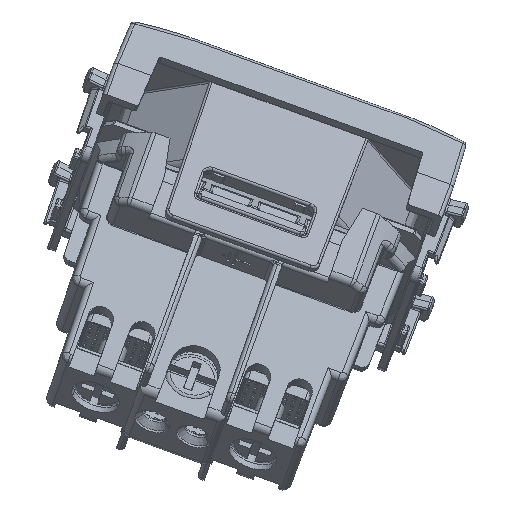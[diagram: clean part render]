
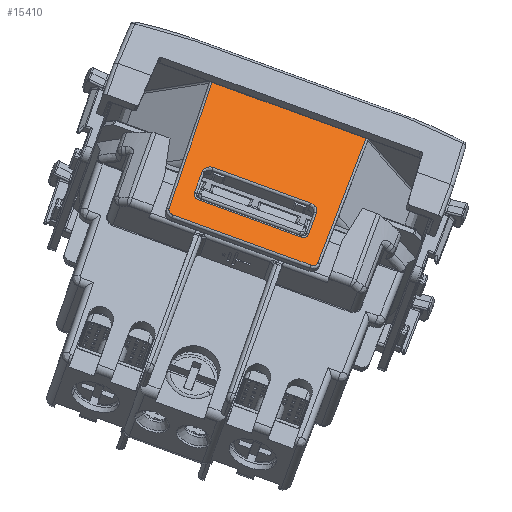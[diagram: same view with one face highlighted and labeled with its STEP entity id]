
A CAD part, left-side view. The second image highlights one B-rep face of the part: STEP entity #15410.
In plain terms, the highlighted face is planar.
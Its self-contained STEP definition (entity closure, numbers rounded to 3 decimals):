
#9029=CARTESIAN_POINT('Vertex',(12.383,-6.45,-1.203)) ;
#9036=CARTESIAN_POINT('Vertex',(12.383,6.45,-1.203)) ;
#9039=CARTESIAN_POINT('Line Origine',(12.383,0.,-1.203)) ;
#13354=CARTESIAN_POINT('Vertex',(12.374,-7.55,-2.303)) ;
#13358=CARTESIAN_POINT('Control Point',(12.374,-7.55,-2.303)) ;
#13359=CARTESIAN_POINT('Control Point',(12.375,-7.55,-2.205)) ;
#13360=CARTESIAN_POINT('Control Point',(12.376,-7.539,-2.107)) ;
#13361=CARTESIAN_POINT('Control Point',(12.376,-7.517,-2.011)) ;
#13362=CARTESIAN_POINT('Control Point',(12.378,-7.453,-1.825)) ;
#13363=CARTESIAN_POINT('Control Point',(12.379,-7.349,-1.658)) ;
#13364=CARTESIAN_POINT('Control Point',(12.38,-7.288,-1.58)) ;
#13365=CARTESIAN_POINT('Control Point',(12.381,-7.149,-1.44)) ;
#13366=CARTESIAN_POINT('Control Point',(12.382,-6.983,-1.333)) ;
#13367=CARTESIAN_POINT('Control Point',(12.383,-6.895,-1.289)) ;
#13368=CARTESIAN_POINT('Control Point',(12.383,-6.753,-1.238)) ;
#13369=CARTESIAN_POINT('Control Point',(12.383,-6.605,-1.212)) ;
#13370=CARTESIAN_POINT('Control Point',(12.383,-6.554,-1.206)) ;
#13371=CARTESIAN_POINT('Control Point',(12.383,-6.502,-1.203)) ;
#13372=CARTESIAN_POINT('Control Point',(12.383,-6.45,-1.203)) ;
#15279=CARTESIAN_POINT('Vertex',(12.374,7.55,-2.303)) ;
#15283=CARTESIAN_POINT('Control Point',(12.383,6.45,-1.203)) ;
#15284=CARTESIAN_POINT('Control Point',(12.383,6.548,-1.203)) ;
#15285=CARTESIAN_POINT('Control Point',(12.383,6.645,-1.213)) ;
#15286=CARTESIAN_POINT('Control Point',(12.383,6.741,-1.235)) ;
#15287=CARTESIAN_POINT('Control Point',(12.383,6.928,-1.3)) ;
#15288=CARTESIAN_POINT('Control Point',(12.382,7.095,-1.403)) ;
#15289=CARTESIAN_POINT('Control Point',(12.381,7.173,-1.465)) ;
#15290=CARTESIAN_POINT('Control Point',(12.38,7.313,-1.603)) ;
#15291=CARTESIAN_POINT('Control Point',(12.378,7.42,-1.769)) ;
#15292=CARTESIAN_POINT('Control Point',(12.378,7.463,-1.858)) ;
#15293=CARTESIAN_POINT('Control Point',(12.376,7.515,-2.)) ;
#15294=CARTESIAN_POINT('Control Point',(12.375,7.541,-2.148)) ;
#15295=CARTESIAN_POINT('Control Point',(12.375,7.547,-2.199)) ;
#15296=CARTESIAN_POINT('Control Point',(12.374,7.55,-2.251)) ;
#15297=CARTESIAN_POINT('Control Point',(12.374,7.55,-2.303)) ;
#15306=CARTESIAN_POINT('Axis2P3D Location',(12.4,-12.505,0.7)) ;
#15312=CARTESIAN_POINT('Control Point',(12.494,-10.197,11.502)) ;
#15313=CARTESIAN_POINT('Control Point',(12.314,-9.837,-9.115)) ;
#15314=CARTESIAN_POINT('Vertex',(12.314,-9.837,-9.115)) ;
#15316=CARTESIAN_POINT('Vertex',(12.494,-10.197,11.502)) ;
#15320=CARTESIAN_POINT('Control Point',(12.314,-9.837,-9.115)) ;
#15321=CARTESIAN_POINT('Control Point',(12.312,-9.832,-9.387)) ;
#15322=CARTESIAN_POINT('Control Point',(12.31,-9.684,-9.659)) ;
#15323=CARTESIAN_POINT('Control Point',(12.308,-9.409,-9.803)) ;
#15324=CARTESIAN_POINT('Control Point',(12.308,-9.137,-9.803)) ;
#15325=CARTESIAN_POINT('Vertex',(12.308,-9.137,-9.803)) ;
#15328=CARTESIAN_POINT('Line Origine',(12.308,0.,-9.803)) ;
#15332=CARTESIAN_POINT('Vertex',(12.308,9.137,-9.803)) ;
#15336=CARTESIAN_POINT('Control Point',(12.308,9.137,-9.803)) ;
#15337=CARTESIAN_POINT('Control Point',(12.308,9.409,-9.803)) ;
#15338=CARTESIAN_POINT('Control Point',(12.31,9.684,-9.659)) ;
#15339=CARTESIAN_POINT('Control Point',(12.312,9.832,-9.387)) ;
#15340=CARTESIAN_POINT('Control Point',(12.314,9.837,-9.115)) ;
#15341=CARTESIAN_POINT('Vertex',(12.314,9.837,-9.115)) ;
#15345=CARTESIAN_POINT('Control Point',(12.494,10.197,11.502)) ;
#15346=CARTESIAN_POINT('Control Point',(12.314,9.837,-9.115)) ;
#15347=CARTESIAN_POINT('Vertex',(12.494,10.197,11.502)) ;
#15350=CARTESIAN_POINT('Line Origine',(12.494,0.,11.502)) ;
#15363=CARTESIAN_POINT('Line Origine',(12.338,0.,-6.403)) ;
#15367=CARTESIAN_POINT('Vertex',(12.338,6.75,-6.403)) ;
#15369=CARTESIAN_POINT('Vertex',(12.338,-6.75,-6.403)) ;
#15373=CARTESIAN_POINT('Control Point',(12.338,-6.75,-6.403)) ;
#15374=CARTESIAN_POINT('Control Point',(12.338,-7.064,-6.403)) ;
#15375=CARTESIAN_POINT('Control Point',(12.339,-7.382,-6.235)) ;
#15376=CARTESIAN_POINT('Control Point',(12.342,-7.55,-5.917)) ;
#15377=CARTESIAN_POINT('Control Point',(12.345,-7.55,-5.603)) ;
#15378=CARTESIAN_POINT('Vertex',(12.345,-7.55,-5.603)) ;
#15381=CARTESIAN_POINT('Line Origine',(12.353,-7.55,-4.714)) ;
#15386=CARTESIAN_POINT('Line Origine',(12.353,7.55,-4.714)) ;
#15390=CARTESIAN_POINT('Vertex',(12.345,7.55,-5.603)) ;
#15394=CARTESIAN_POINT('Control Point',(12.345,7.55,-5.603)) ;
#15395=CARTESIAN_POINT('Control Point',(12.342,7.55,-5.917)) ;
#15396=CARTESIAN_POINT('Control Point',(12.339,7.382,-6.235)) ;
#15397=CARTESIAN_POINT('Control Point',(12.338,7.064,-6.403)) ;
#15398=CARTESIAN_POINT('Control Point',(12.338,6.75,-6.403)) ;
#9040=DIRECTION('Vector Direction',(0.,1.,0.)) ;
#15307=DIRECTION('Axis2P3D Direction',(1.,0.,-0.009)) ;
#15308=DIRECTION('Axis2P3D XDirection',(0.,1.,0.)) ;
#15329=DIRECTION('Vector Direction',(0.,1.,0.)) ;
#15351=DIRECTION('Vector Direction',(0.,1.,0.)) ;
#15364=DIRECTION('Vector Direction',(0.,1.,0.)) ;
#15382=DIRECTION('Vector Direction',(0.009,0.,1.)) ;
#15387=DIRECTION('Vector Direction',(0.009,0.,1.)) ;
#15309=AXIS2_PLACEMENT_3D('Plane Axis2P3D',#15306,#15307,#15308) ;
#15356=ORIENTED_EDGE('',*,*,#15318,.F.) ;
#15357=ORIENTED_EDGE('',*,*,#15327,.F.) ;
#15358=ORIENTED_EDGE('',*,*,#15334,.F.) ;
#15359=ORIENTED_EDGE('',*,*,#15343,.F.) ;
#15360=ORIENTED_EDGE('',*,*,#15349,.F.) ;
#15361=ORIENTED_EDGE('',*,*,#15354,.F.) ;
#15401=ORIENTED_EDGE('',*,*,#15371,.T.) ;
#15402=ORIENTED_EDGE('',*,*,#15380,.T.) ;
#15403=ORIENTED_EDGE('',*,*,#15385,.T.) ;
#15404=ORIENTED_EDGE('',*,*,#13373,.T.) ;
#15405=ORIENTED_EDGE('',*,*,#9043,.T.) ;
#15406=ORIENTED_EDGE('',*,*,#15298,.T.) ;
#15407=ORIENTED_EDGE('',*,*,#15392,.T.) ;
#15408=ORIENTED_EDGE('',*,*,#15399,.T.) ;
#15409=FACE_BOUND('',#15400,.T.) ;
#9041=VECTOR('Line Direction',#9040,1.) ;
#15330=VECTOR('Line Direction',#15329,1.) ;
#15352=VECTOR('Line Direction',#15351,1.) ;
#15365=VECTOR('Line Direction',#15364,1.) ;
#15383=VECTOR('Line Direction',#15382,1.) ;
#15388=VECTOR('Line Direction',#15387,1.) ;
#15410=ADVANCED_FACE('PartBody',(#15362,#15409),#15310,.T.) ;
#13357=B_SPLINE_CURVE_WITH_KNOTS('',5,(#13358,#13359,#13360,#13361,#13362,#13363,#13364,#13365,#13366,#13367,#13368,#13369,#13370,#13371,#13372),.UNSPECIFIED.,.F.,.U.,(6,3,3,3,6),(3.205,3.809,4.415,5.022,5.342),.UNSPECIFIED.) ;
#15282=B_SPLINE_CURVE_WITH_KNOTS('',5,(#15283,#15284,#15285,#15286,#15287,#15288,#15289,#15290,#15291,#15292,#15293,#15294,#15295,#15296,#15297),.UNSPECIFIED.,.F.,.U.,(6,3,3,3,6),(3.205,3.809,4.415,5.022,5.342),.UNSPECIFIED.) ;
#15311=B_SPLINE_CURVE_WITH_KNOTS('',1,(#15312,#15313),.UNSPECIFIED.,.F.,.U.,(2,2),(-10.717,9.903),.UNSPECIFIED.) ;
#15319=B_SPLINE_CURVE_WITH_KNOTS('',4,(#15320,#15321,#15322,#15323,#15324),.UNSPECIFIED.,.F.,.U.,(5,5),(2.887,4.783),.UNSPECIFIED.) ;
#15335=B_SPLINE_CURVE_WITH_KNOTS('',4,(#15336,#15337,#15338,#15339,#15340),.UNSPECIFIED.,.F.,.U.,(5,5),(2.887,4.783),.UNSPECIFIED.) ;
#15344=B_SPLINE_CURVE_WITH_KNOTS('',1,(#15345,#15346),.UNSPECIFIED.,.F.,.U.,(2,2),(-10.717,9.903),.UNSPECIFIED.) ;
#15372=B_SPLINE_CURVE_WITH_KNOTS('',4,(#15373,#15374,#15375,#15376,#15377),.UNSPECIFIED.,.F.,.U.,(5,5),(2.223,3.705),.UNSPECIFIED.) ;
#15393=B_SPLINE_CURVE_WITH_KNOTS('',4,(#15394,#15395,#15396,#15397,#15398),.UNSPECIFIED.,.F.,.U.,(5,5),(2.223,3.705),.UNSPECIFIED.) ;
#9043=EDGE_CURVE('',#9030,#9037,#9042,.T.) ;
#13373=EDGE_CURVE('',#13355,#9030,#13357,.T.) ;
#15298=EDGE_CURVE('',#9037,#15280,#15282,.T.) ;
#15318=EDGE_CURVE('',#15315,#15317,#15311,.F.) ;
#15327=EDGE_CURVE('',#15326,#15315,#15319,.F.) ;
#15334=EDGE_CURVE('',#15333,#15326,#15331,.F.) ;
#15343=EDGE_CURVE('',#15342,#15333,#15335,.F.) ;
#15349=EDGE_CURVE('',#15348,#15342,#15344,.T.) ;
#15354=EDGE_CURVE('',#15317,#15348,#15353,.T.) ;
#15371=EDGE_CURVE('',#15368,#15370,#15366,.F.) ;
#15380=EDGE_CURVE('',#15370,#15379,#15372,.T.) ;
#15385=EDGE_CURVE('',#15379,#13355,#15384,.T.) ;
#15392=EDGE_CURVE('',#15280,#15391,#15389,.F.) ;
#15399=EDGE_CURVE('',#15391,#15368,#15393,.T.) ;
#15355=EDGE_LOOP('',(#15356,#15357,#15358,#15359,#15360,#15361)) ;
#15400=EDGE_LOOP('',(#15401,#15402,#15403,#15404,#15405,#15406,#15407,#15408)) ;
#15362=FACE_OUTER_BOUND('',#15355,.T.) ;
#9042=LINE('Line',#9039,#9041) ;
#15331=LINE('Line',#15328,#15330) ;
#15353=LINE('Line',#15350,#15352) ;
#15366=LINE('Line',#15363,#15365) ;
#15384=LINE('Line',#15381,#15383) ;
#15389=LINE('Line',#15386,#15388) ;
#15310=PLANE('',#15309) ;
#9030=VERTEX_POINT('',#9029) ;
#9037=VERTEX_POINT('',#9036) ;
#13355=VERTEX_POINT('',#13354) ;
#15280=VERTEX_POINT('',#15279) ;
#15315=VERTEX_POINT('',#15314) ;
#15317=VERTEX_POINT('',#15316) ;
#15326=VERTEX_POINT('',#15325) ;
#15333=VERTEX_POINT('',#15332) ;
#15342=VERTEX_POINT('',#15341) ;
#15348=VERTEX_POINT('',#15347) ;
#15368=VERTEX_POINT('',#15367) ;
#15370=VERTEX_POINT('',#15369) ;
#15379=VERTEX_POINT('',#15378) ;
#15391=VERTEX_POINT('',#15390) ;
